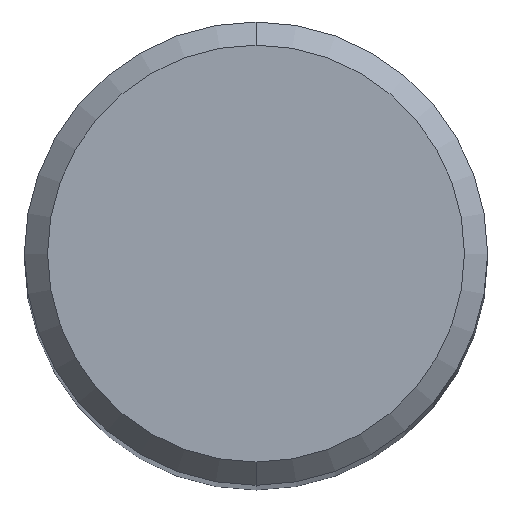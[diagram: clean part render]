
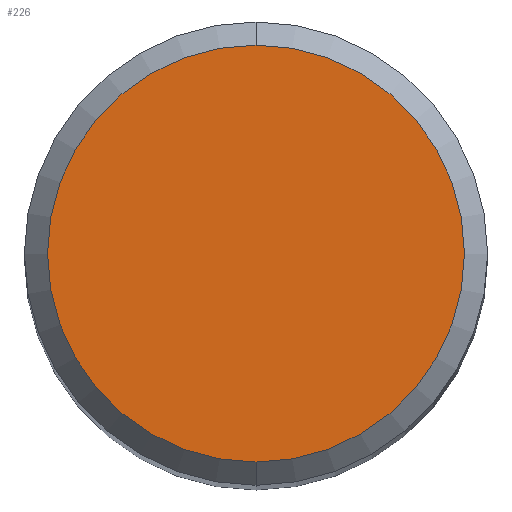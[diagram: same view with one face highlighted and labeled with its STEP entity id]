
A CAD part, top view. The second image highlights one B-rep face of the part: STEP entity #226.
In plain terms, the highlighted planar face has unit normal (0, 0, 1).
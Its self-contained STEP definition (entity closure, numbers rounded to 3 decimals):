
#224=VERTEX_POINT('',#529);
#226=ADVANCED_FACE('',(#531),#532,.T.);
#232=VERTEX_POINT('',#539);
#236=EDGE_CURVE('',#232,#224,#543,.T.);
#262=EDGE_CURVE('',#224,#232,#573,.T.);
#529=CARTESIAN_POINT('',(0.0,4.5,0.0));
#531=FACE_OUTER_BOUND('',#932,.T.);
#532=PLANE('',#933);
#539=CARTESIAN_POINT('',(0.,-4.5,0.0));
#543=CIRCLE('',#949,4.5);
#573=CIRCLE('',#983,4.5);
#932=EDGE_LOOP('',(#1504,#1505));
#933=AXIS2_PLACEMENT_3D('',#1506,#1507,#1508);
#949=AXIS2_PLACEMENT_3D('',#1519,#1520,#1521);
#983=AXIS2_PLACEMENT_3D('',#1565,#1566,#1567);
#1504=ORIENTED_EDGE('',*,*,#262,.F.);
#1505=ORIENTED_EDGE('',*,*,#236,.F.);
#1506=CARTESIAN_POINT('',(0.0,2.25,0.0));
#1507=DIRECTION('',(-0.0,0.0,1.0));
#1508=DIRECTION('',(0.0,-1.0,0.0));
#1519=CARTESIAN_POINT('',(0.0,0.0,0.0));
#1520=DIRECTION('',(0.0,0.0,-1.0));
#1521=DIRECTION('',(0.0,1.0,0.0));
#1565=CARTESIAN_POINT('',(0.0,0.0,0.0));
#1566=DIRECTION('',(0.0,0.0,-1.0));
#1567=DIRECTION('',(0.0,1.0,0.0));
